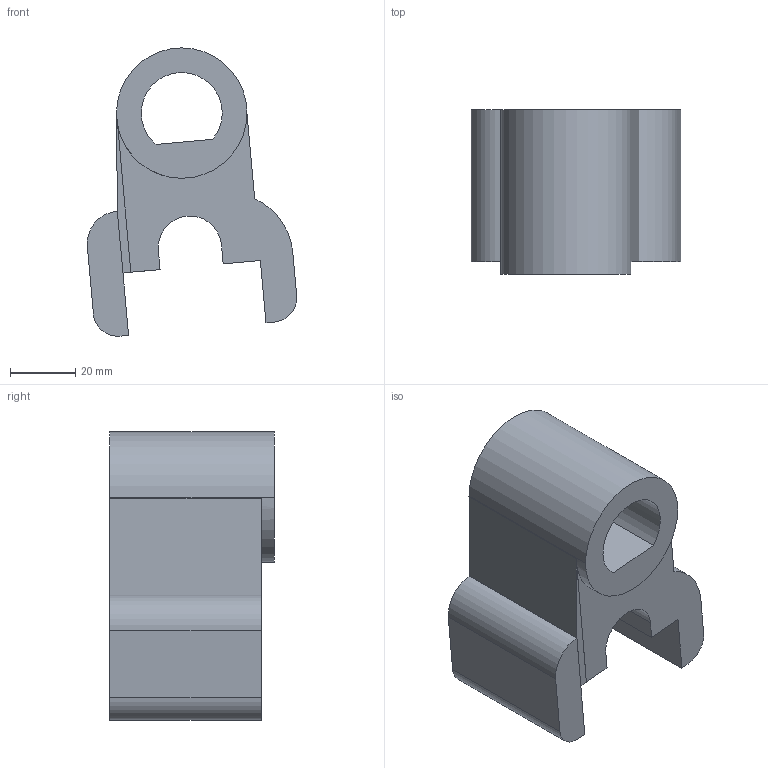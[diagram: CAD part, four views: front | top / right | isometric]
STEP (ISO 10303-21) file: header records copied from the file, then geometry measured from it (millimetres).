
FILE_DESCRIPTION((''),'2;1');
FILE_NAME('SHOULDER_LENGTH_3','2021-03-28T17:43:29',('TINH LE'),(''),'CREO PARAMETRIC BY PTC INC, 2020154','CREO PARAMETRIC BY PTC INC, 2020154','');
FILE_SCHEMA(('CONFIG_CONTROL_DESIGN'));
Length unit declared in the file: millimetre
Products named in the file (1): SHOULDER_LENGTH_3
Bounding box: 64.23 x 50.52 x 88.4 mm (x, y, z)
Volume: 122674.3 mm3; surface area: 24498.8 mm2
Topology: 1 solids, 1 shells, 29 faces, 78 edges, 51 vertices
Faces by surface type: plane 21, cylinder 8
Entity records: 948 total; most frequent: CARTESIAN_POINT 158, ORIENTED_EDGE 156, DIRECTION 154, EDGE_CURVE 78, VECTOR 60, LINE 60, VERTEX_POINT 51, AXIS2_PLACEMENT_3D 47
